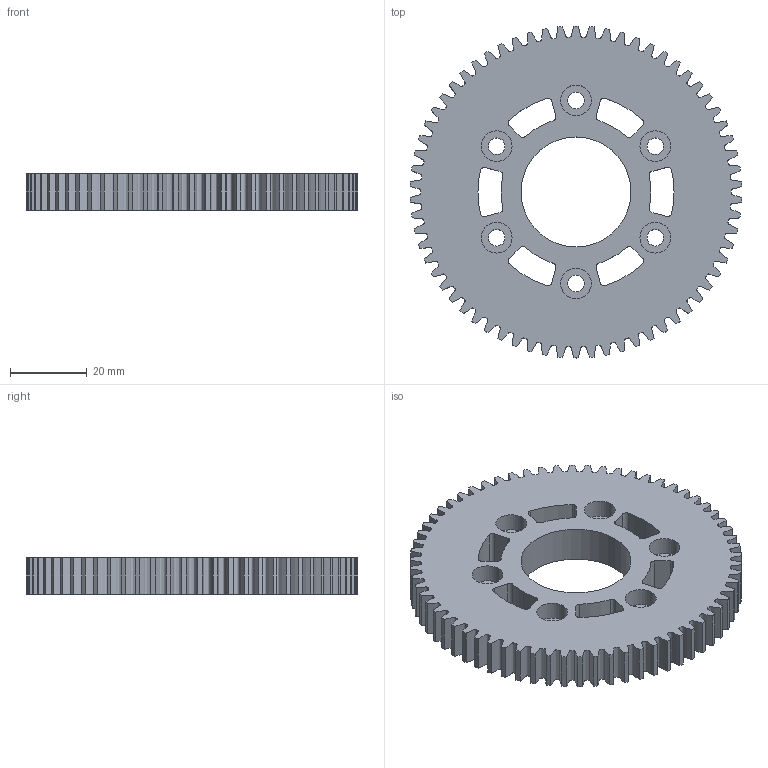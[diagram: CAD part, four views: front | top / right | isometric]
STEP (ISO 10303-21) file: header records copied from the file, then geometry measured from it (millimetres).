
FILE_DESCRIPTION (( 'STEP AP203' ), '1' );
FILE_NAME ('66.Bearing.VP.STEP', '2014-06-21T23:27:12', ( '' ), ( '' ), 'SwSTEP 2.0', 'SolidWorks 2013', '' );
FILE_SCHEMA (( 'CONFIG_CONTROL_DESIGN' ));
Length unit declared in the file: inch
Products named in the file (1): 66.Bearing.VP
Bounding box: 86.31 x 86.36 x 9.53 mm (x, y, z)
Volume: 42013.4 mm3; surface area: 17685.8 mm2
Topology: 1 solids, 1 shells, 222 faces, 642 edges, 428 vertices
Faces by surface type: cylinder 136, bspline 66, plane 20
Entity records: 28537 total; most frequent: CARTESIAN_POINT 22743, ORIENTED_EDGE 1284, DIRECTION 1096, EDGE_CURVE 642, AXIS2_PLACEMENT_3D 429, VERTEX_POINT 428, CIRCLE 272, EDGE_LOOP 254
